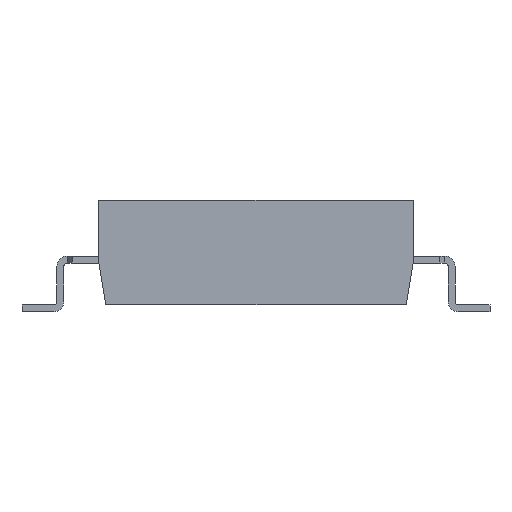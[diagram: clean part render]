
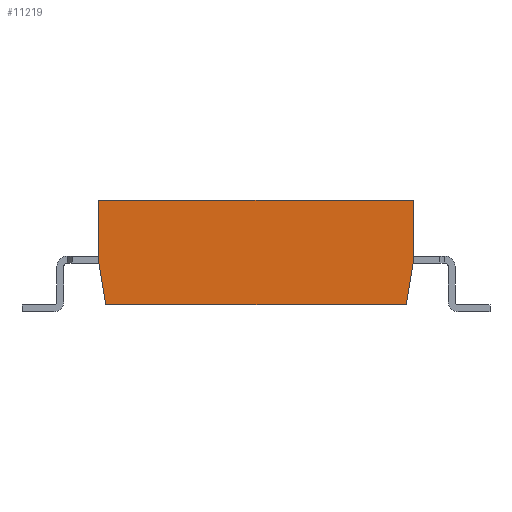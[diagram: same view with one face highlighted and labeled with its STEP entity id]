
A CAD part, left-side view. The second image highlights one B-rep face of the part: STEP entity #11219.
In plain terms, the highlighted planar face has unit normal (-1, 0, 0).
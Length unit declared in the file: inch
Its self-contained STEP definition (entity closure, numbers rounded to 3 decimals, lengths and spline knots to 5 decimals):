
#932=FACE_OUTER_BOUND('',#1544,.T.);
#1544=EDGE_LOOP('',(#9614,#9615,#9616,#9617,#9618,#9619));
#2063=LINE('',#15604,#3285);
#2477=LINE('',#17808,#3699);
#2751=LINE('',#18377,#3973);
#2763=LINE('',#18393,#3985);
#2767=LINE('',#18399,#3989);
#2768=LINE('',#18401,#3990);
#3285=VECTOR('',#13086,0.3937);
#3699=VECTOR('',#13800,0.3937);
#3973=VECTOR('',#14308,0.3937);
#3985=VECTOR('',#14322,0.3937);
#3989=VECTOR('',#14328,0.3937);
#3990=VECTOR('',#14331,0.3937);
#4516=VERTEX_POINT('',#15601);
#4517=VERTEX_POINT('',#15603);
#4909=VERTEX_POINT('',#17807);
#5086=VERTEX_POINT('',#18375);
#5087=VERTEX_POINT('',#18376);
#5090=VERTEX_POINT('',#18392);
#5719=EDGE_CURVE('',#4516,#4517,#2063,.T.);
#6313=EDGE_CURVE('',#4909,#4517,#2477,.T.);
#6587=EDGE_CURVE('',#5086,#5087,#2751,.T.);
#6599=EDGE_CURVE('',#4516,#5090,#2763,.T.);
#6603=EDGE_CURVE('',#5087,#4909,#2767,.T.);
#6604=EDGE_CURVE('',#5086,#5090,#2768,.T.);
#9614=ORIENTED_EDGE('',*,*,#6587,.T.);
#9615=ORIENTED_EDGE('',*,*,#6603,.T.);
#9616=ORIENTED_EDGE('',*,*,#6313,.T.);
#9617=ORIENTED_EDGE('',*,*,#5719,.F.);
#9618=ORIENTED_EDGE('',*,*,#6599,.T.);
#9619=ORIENTED_EDGE('',*,*,#6604,.F.);
#10062=PLANE('',#11863);
#11219=ADVANCED_FACE('',(#932),#10062,.T.);
#11863=AXIS2_PLACEMENT_3D('',#18400,#14329,#14330);
#13086=DIRECTION('',(0.,0.,1.));
#13800=DIRECTION('',(0.,1.,0.));
#14308=DIRECTION('',(0.,-0.164,0.986));
#14322=DIRECTION('',(0.,-0.164,-0.986));
#14328=DIRECTION('',(0.,0.,1.));
#14329=DIRECTION('center_axis',(-1.,0.,0.));
#14330=DIRECTION('ref_axis',(0.,0.,1.));
#14331=DIRECTION('',(0.,1.,0.));
#15601=CARTESIAN_POINT('',(-0.22421,0.08858,0.02362));
#15603=CARTESIAN_POINT('',(-0.22421,0.08858,0.05906));
#15604=CARTESIAN_POINT('',(-0.22421,0.08858,0.));
#17807=CARTESIAN_POINT('',(-0.22421,-0.08858,0.05906));
#17808=CARTESIAN_POINT('',(-0.22421,-0.08858,0.05906));
#18375=CARTESIAN_POINT('',(-0.22421,-0.08465,0.));
#18376=CARTESIAN_POINT('',(-0.22421,-0.08858,0.02362));
#18377=CARTESIAN_POINT('',(-0.22421,-0.0847,0.00032));
#18392=CARTESIAN_POINT('',(-0.22421,0.08465,0.));
#18393=CARTESIAN_POINT('',(-0.22421,0.08427,-0.00223));
#18399=CARTESIAN_POINT('',(-0.22421,-0.08858,0.));
#18400=CARTESIAN_POINT('Origin',(-0.22421,-0.08858,
0.));
#18401=CARTESIAN_POINT('',(-0.22421,-0.08858,0.));
